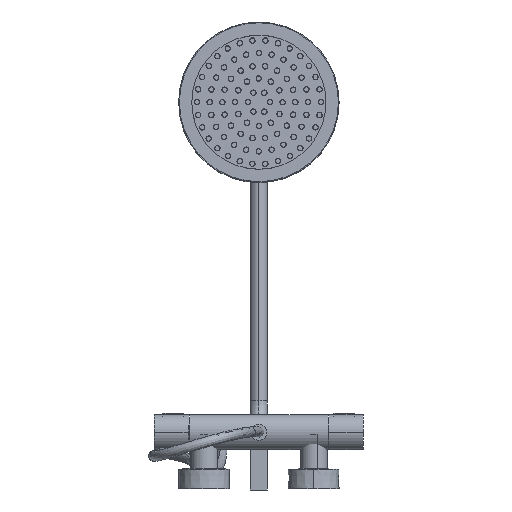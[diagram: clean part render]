
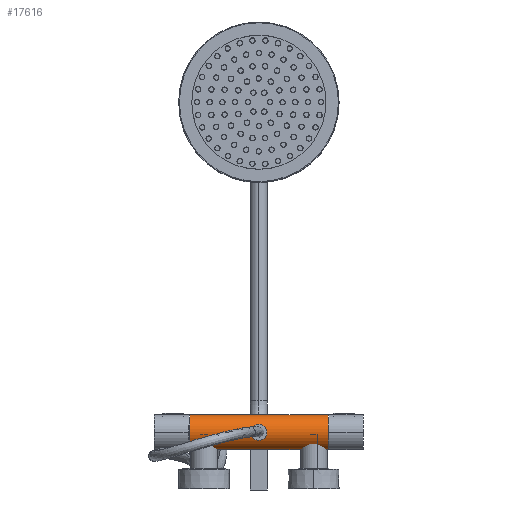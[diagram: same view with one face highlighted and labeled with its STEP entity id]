
A CAD part, front view. The second image highlights one B-rep face of the part: STEP entity #17616.
In plain terms, the highlighted cylindrical face has radius 24 mm (diameter 48 mm), a partial arc.
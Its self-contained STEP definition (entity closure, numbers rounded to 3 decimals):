
#45 = VERTEX_POINT ( 'NONE', #13101 ) ;
#864 = AXIS2_PLACEMENT_3D ( 'NONE', #1509, #13361, #3191 ) ;
#1168 = FACE_OUTER_BOUND ( 'NONE', #19711, .T. ) ;
#1509 = CARTESIAN_POINT ( 'NONE',  ( -95., 0., 0. ) ) ;
#3191 = DIRECTION ( 'NONE',  ( 0., 0., -1. ) ) ;
#3635 = VECTOR ( 'NONE', #4654, 1000. ) ;
#4342 = EDGE_CURVE ( 'NONE', #11213, #45, #17193, .T. ) ;
#4654 = DIRECTION ( 'NONE',  ( -1., 0., 0. ) ) ;
#5247 = AXIS2_PLACEMENT_3D ( 'NONE', #15711, #5543, #17429 ) ;
#5543 = DIRECTION ( 'NONE',  ( 1., 0., 0. ) ) ;
#6243 = DIRECTION ( 'NONE',  ( -1., 0., 0. ) ) ;
#7743 = CARTESIAN_POINT ( 'NONE',  ( 95., 0., 0. ) ) ;
#7778 = LINE ( 'NONE', #11325, #8816 ) ;
#8816 = VECTOR ( 'NONE', #6243, 1000. ) ;
#10004 = CARTESIAN_POINT ( 'NONE',  ( -95., 0., 24. ) ) ;
#10882 = EDGE_CURVE ( 'NONE', #13030, #45, #20328, .T. ) ;
#10970 = ORIENTED_EDGE ( 'NONE', *, *, #11712, .F. ) ;
#11115 = DIRECTION ( 'NONE',  ( -1., 0., 0. ) ) ;
#11213 = VERTEX_POINT ( 'NONE', #16095 ) ;
#11325 = CARTESIAN_POINT ( 'NONE',  ( 95., 0., 24. ) ) ;
#11712 = EDGE_CURVE ( 'NONE', #12383, #11213, #17952, .T. ) ;
#12144 = ORIENTED_EDGE ( 'NONE', *, *, #4342, .F. ) ;
#12383 = VERTEX_POINT ( 'NONE', #21413 ) ;
#12750 = DIRECTION ( 'NONE',  ( 0., 0., 1. ) ) ;
#13030 = VERTEX_POINT ( 'NONE', #10004 ) ;
#13101 = CARTESIAN_POINT ( 'NONE',  ( -95., 0., -24. ) ) ;
#13350 = ORIENTED_EDGE ( 'NONE', *, *, #10882, .T. ) ;
#13361 = DIRECTION ( 'NONE',  ( 1., 0., 0. ) ) ;
#13611 = CYLINDRICAL_SURFACE ( 'NONE', #14105, 24. ) ;
#14105 = AXIS2_PLACEMENT_3D ( 'NONE', #7743, #11115, #12750 ) ;
#14464 = ORIENTED_EDGE ( 'NONE', *, *, #20955, .T. ) ;
#15711 = CARTESIAN_POINT ( 'NONE',  ( 95., 0., 0. ) ) ;
#16095 = CARTESIAN_POINT ( 'NONE',  ( 95., 0., -24. ) ) ;
#17193 = LINE ( 'NONE', #18379, #3635 ) ;
#17429 = DIRECTION ( 'NONE',  ( 0., 0., -1. ) ) ;
#17616 = ADVANCED_FACE ( 'NONE', ( #1168 ), #13611, .T. ) ;
#17952 = CIRCLE ( 'NONE', #5247, 24. ) ;
#18379 = CARTESIAN_POINT ( 'NONE',  ( 95., 0., -24. ) ) ;
#19711 = EDGE_LOOP ( 'NONE', ( #12144, #10970, #14464, #13350 ) ) ;
#20328 = CIRCLE ( 'NONE', #864, 24. ) ;
#20955 = EDGE_CURVE ( 'NONE', #12383, #13030, #7778, .T. ) ;
#21413 = CARTESIAN_POINT ( 'NONE',  ( 95., 0., 24. ) ) ;
